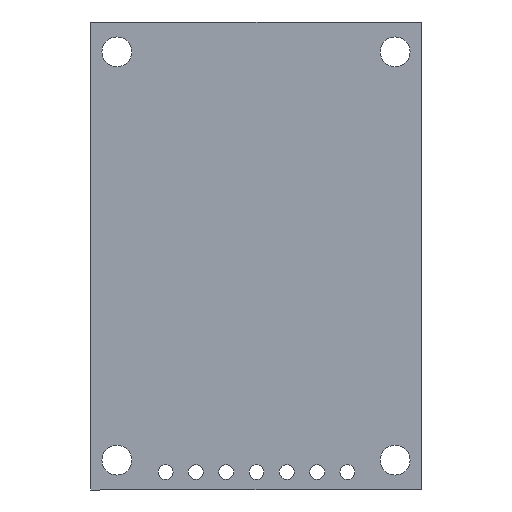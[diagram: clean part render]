
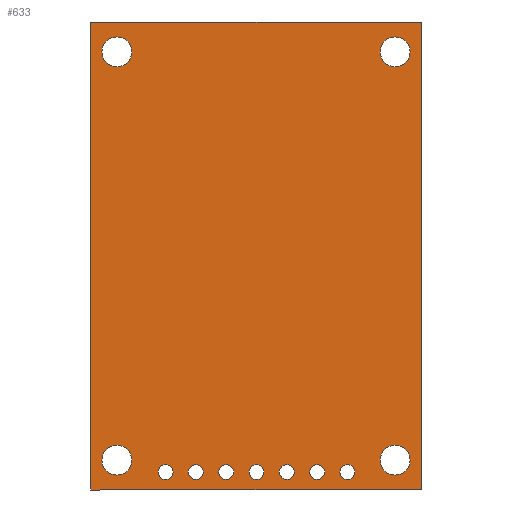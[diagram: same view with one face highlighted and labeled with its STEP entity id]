
A CAD part, front view. The second image highlights one B-rep face of the part: STEP entity #633.
In plain terms, the highlighted planar face has unit normal (0, -1, 0).
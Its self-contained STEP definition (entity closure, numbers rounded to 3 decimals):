
#44=FACE_BOUND('',#140,.T.);
#45=FACE_BOUND('',#141,.T.);
#46=FACE_BOUND('',#142,.T.);
#47=FACE_BOUND('',#143,.T.);
#48=FACE_BOUND('',#144,.T.);
#49=FACE_BOUND('',#145,.T.);
#50=FACE_BOUND('',#146,.T.);
#51=FACE_BOUND('',#147,.T.);
#52=FACE_BOUND('',#148,.T.);
#53=FACE_BOUND('',#149,.T.);
#54=FACE_BOUND('',#150,.T.);
#62=PLANE('',#716);
#95=FACE_OUTER_BOUND('',#139,.T.);
#139=EDGE_LOOP('',(#519,#520,#521,#522));
#140=EDGE_LOOP('',(#523));
#141=EDGE_LOOP('',(#524));
#142=EDGE_LOOP('',(#525));
#143=EDGE_LOOP('',(#526));
#144=EDGE_LOOP('',(#527));
#145=EDGE_LOOP('',(#528));
#146=EDGE_LOOP('',(#529));
#147=EDGE_LOOP('',(#530));
#148=EDGE_LOOP('',(#531));
#149=EDGE_LOOP('',(#532));
#150=EDGE_LOOP('',(#533));
#180=LINE('',#989,#239);
#184=LINE('',#997,#243);
#187=LINE('',#1003,#246);
#190=LINE('',#1008,#249);
#239=VECTOR('',#820,10.);
#243=VECTOR('',#826,10.);
#246=VECTOR('',#831,10.);
#249=VECTOR('',#836,10.);
#288=CIRCLE('',#680,0.625);
#290=CIRCLE('',#683,1.25);
#292=CIRCLE('',#686,1.25);
#294=CIRCLE('',#689,0.625);
#296=CIRCLE('',#692,0.625);
#298=CIRCLE('',#695,0.625);
#300=CIRCLE('',#698,0.625);
#302=CIRCLE('',#701,0.625);
#304=CIRCLE('',#704,1.25);
#306=CIRCLE('',#707,0.625);
#308=CIRCLE('',#710,1.25);
#310=VERTEX_POINT('',#923);
#312=VERTEX_POINT('',#929);
#314=VERTEX_POINT('',#935);
#316=VERTEX_POINT('',#941);
#318=VERTEX_POINT('',#947);
#320=VERTEX_POINT('',#953);
#322=VERTEX_POINT('',#959);
#324=VERTEX_POINT('',#965);
#326=VERTEX_POINT('',#971);
#328=VERTEX_POINT('',#977);
#330=VERTEX_POINT('',#983);
#331=VERTEX_POINT('',#987);
#332=VERTEX_POINT('',#988);
#335=VERTEX_POINT('',#996);
#337=VERTEX_POINT('',#1002);
#365=EDGE_CURVE('',#310,#310,#288,.T.);
#368=EDGE_CURVE('',#312,#312,#290,.T.);
#371=EDGE_CURVE('',#314,#314,#292,.T.);
#374=EDGE_CURVE('',#316,#316,#294,.T.);
#377=EDGE_CURVE('',#318,#318,#296,.T.);
#380=EDGE_CURVE('',#320,#320,#298,.T.);
#383=EDGE_CURVE('',#322,#322,#300,.T.);
#386=EDGE_CURVE('',#324,#324,#302,.T.);
#389=EDGE_CURVE('',#326,#326,#304,.T.);
#392=EDGE_CURVE('',#328,#328,#306,.T.);
#395=EDGE_CURVE('',#330,#330,#308,.T.);
#396=EDGE_CURVE('',#331,#332,#180,.T.);
#400=EDGE_CURVE('',#332,#335,#184,.T.);
#403=EDGE_CURVE('',#335,#337,#187,.T.);
#406=EDGE_CURVE('',#337,#331,#190,.T.);
#519=ORIENTED_EDGE('',*,*,#406,.T.);
#520=ORIENTED_EDGE('',*,*,#396,.T.);
#521=ORIENTED_EDGE('',*,*,#400,.T.);
#522=ORIENTED_EDGE('',*,*,#403,.T.);
#523=ORIENTED_EDGE('',*,*,#395,.F.);
#524=ORIENTED_EDGE('',*,*,#392,.F.);
#525=ORIENTED_EDGE('',*,*,#389,.F.);
#526=ORIENTED_EDGE('',*,*,#386,.F.);
#527=ORIENTED_EDGE('',*,*,#383,.F.);
#528=ORIENTED_EDGE('',*,*,#380,.F.);
#529=ORIENTED_EDGE('',*,*,#377,.F.);
#530=ORIENTED_EDGE('',*,*,#374,.F.);
#531=ORIENTED_EDGE('',*,*,#371,.F.);
#532=ORIENTED_EDGE('',*,*,#368,.F.);
#533=ORIENTED_EDGE('',*,*,#365,.F.);
#633=ADVANCED_FACE('',(#95,#44,#45,#46,#47,#48,#49,#50,#51,#52,#53,#54),
#62,.F.);
#680=AXIS2_PLACEMENT_3D('',#925,#746,#747);
#683=AXIS2_PLACEMENT_3D('',#931,#753,#754);
#686=AXIS2_PLACEMENT_3D('',#937,#760,#761);
#689=AXIS2_PLACEMENT_3D('',#943,#767,#768);
#692=AXIS2_PLACEMENT_3D('',#949,#774,#775);
#695=AXIS2_PLACEMENT_3D('',#955,#781,#782);
#698=AXIS2_PLACEMENT_3D('',#961,#788,#789);
#701=AXIS2_PLACEMENT_3D('',#967,#795,#796);
#704=AXIS2_PLACEMENT_3D('',#973,#802,#803);
#707=AXIS2_PLACEMENT_3D('',#979,#809,#810);
#710=AXIS2_PLACEMENT_3D('',#985,#816,#817);
#716=AXIS2_PLACEMENT_3D('',#1011,#840,#841);
#746=DIRECTION('center_axis',(0.,-1.,0.));
#747=DIRECTION('ref_axis',(1.,0.,0.));
#753=DIRECTION('center_axis',(0.,-1.,0.));
#754=DIRECTION('ref_axis',(1.,0.,0.));
#760=DIRECTION('center_axis',(0.,-1.,0.));
#761=DIRECTION('ref_axis',(1.,0.,0.));
#767=DIRECTION('center_axis',(0.,-1.,0.));
#768=DIRECTION('ref_axis',(1.,0.,0.));
#774=DIRECTION('center_axis',(0.,-1.,0.));
#775=DIRECTION('ref_axis',(1.,0.,0.));
#781=DIRECTION('center_axis',(0.,-1.,0.));
#782=DIRECTION('ref_axis',(1.,0.,0.));
#788=DIRECTION('center_axis',(0.,-1.,0.));
#789=DIRECTION('ref_axis',(1.,0.,0.));
#795=DIRECTION('center_axis',(0.,-1.,0.));
#796=DIRECTION('ref_axis',(1.,0.,0.));
#802=DIRECTION('center_axis',(0.,-1.,0.));
#803=DIRECTION('ref_axis',(1.,0.,0.));
#809=DIRECTION('center_axis',(0.,-1.,0.));
#810=DIRECTION('ref_axis',(1.,0.,0.));
#816=DIRECTION('center_axis',(0.,-1.,0.));
#817=DIRECTION('ref_axis',(1.,0.,0.));
#820=DIRECTION('',(0.,0.,-1.));
#826=DIRECTION('',(1.,0.,0.));
#831=DIRECTION('',(0.,0.,1.));
#836=DIRECTION('',(-1.,0.,0.));
#840=DIRECTION('center_axis',(0.,1.,0.));
#841=DIRECTION('ref_axis',(1.,0.,0.));
#923=CARTESIAN_POINT('',(16.155,0.,-0.996));
#925=CARTESIAN_POINT('Origin',(16.78,0.,-0.996));
#929=CARTESIAN_POINT('',(22.07,0.,34.22));
#931=CARTESIAN_POINT('Origin',(23.32,0.,34.22));
#935=CARTESIAN_POINT('',(-1.25,0.,0.));
#937=CARTESIAN_POINT('Origin',(0.,0.,0.));
#941=CARTESIAN_POINT('',(13.615,0.,-0.996));
#943=CARTESIAN_POINT('Origin',(14.24,0.,-0.996));
#947=CARTESIAN_POINT('',(18.695,0.,-0.996));
#949=CARTESIAN_POINT('Origin',(19.32,0.,-0.996));
#953=CARTESIAN_POINT('',(11.075,0.,-0.996));
#955=CARTESIAN_POINT('Origin',(11.7,0.,-0.996));
#959=CARTESIAN_POINT('',(3.455,0.,-0.996));
#961=CARTESIAN_POINT('Origin',(4.08,0.,-0.996));
#965=CARTESIAN_POINT('',(8.535,0.,-0.996));
#967=CARTESIAN_POINT('Origin',(9.16,0.,-0.996));
#971=CARTESIAN_POINT('',(-1.25,0.,34.22));
#973=CARTESIAN_POINT('Origin',(0.,0.,34.22));
#977=CARTESIAN_POINT('',(5.995,0.,-0.996));
#979=CARTESIAN_POINT('Origin',(6.62,0.,-0.996));
#983=CARTESIAN_POINT('',(22.07,0.,0.));
#985=CARTESIAN_POINT('Origin',(23.32,0.,0.));
#987=CARTESIAN_POINT('',(-2.19,0.,36.72));
#988=CARTESIAN_POINT('',(-2.19,0.,-2.5));
#989=CARTESIAN_POINT('',(-2.19,0.,36.72));
#996=CARTESIAN_POINT('',(25.51,0.,-2.5));
#997=CARTESIAN_POINT('',(-2.19,0.,-2.5));
#1002=CARTESIAN_POINT('',(25.51,0.,36.72));
#1003=CARTESIAN_POINT('',(25.51,0.,-2.5));
#1008=CARTESIAN_POINT('',(25.51,0.,36.72));
#1011=CARTESIAN_POINT('Origin',(11.66,0.,17.11));
